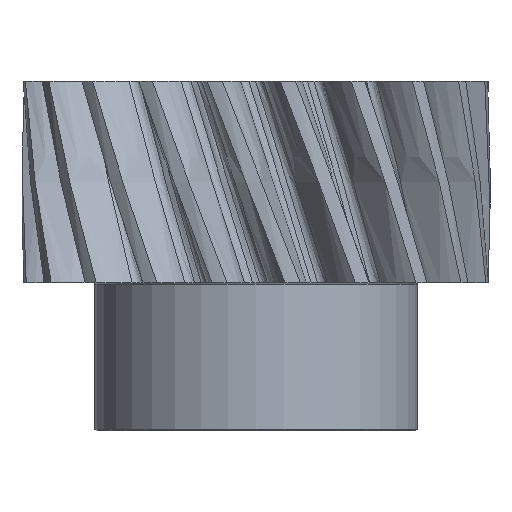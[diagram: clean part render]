
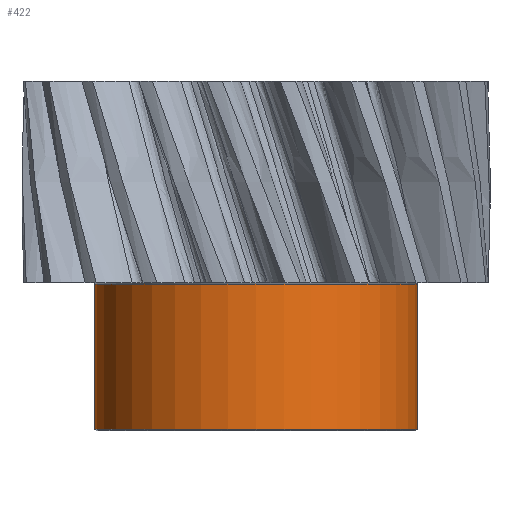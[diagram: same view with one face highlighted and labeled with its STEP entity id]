
A CAD part, front view. The second image highlights one B-rep face of the part: STEP entity #422.
In plain terms, the highlighted cylindrical face has radius 24 mm (diameter 48 mm), a partial arc.
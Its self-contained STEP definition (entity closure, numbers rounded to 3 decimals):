
#422=ADVANCED_FACE('NONE',(#846),#847,.T.);
#846=FACE_OUTER_BOUND('',#10028,.T.);
#847=CYLINDRICAL_SURFACE('',#10029,24.0);
#10028=EDGE_LOOP('',(#11032,#11033,#11034,#11035));
#10029=AXIS2_PLACEMENT_3D('',#11036,#11037,#11038);
#11032=ORIENTED_EDGE('',*,*,#11117,.F.);
#11033=ORIENTED_EDGE('',*,*,#11608,.T.);
#11034=ORIENTED_EDGE('',*,*,#11119,.T.);
#11035=ORIENTED_EDGE('',*,*,#11096,.T.);
#11036=CARTESIAN_POINT('',(0.0,0.0,-22.0));
#11037=DIRECTION('',(0.0,0.0,-1.0));
#11038=DIRECTION('',(1.0,0.0,0.0));
#11096=EDGE_CURVE('NONE',#11635,#11633,#11636,.T.);
#11117=EDGE_CURVE('NONE',#11660,#11633,#11669,.T.);
#11119=EDGE_CURVE('NONE',#11662,#11635,#11671,.T.);
#11608=EDGE_CURVE('NONE',#11660,#11662,#12400,.T.);
#11633=VERTEX_POINT('NONE',#12456);
#11635=VERTEX_POINT('NONE',#12458);
#11636=CIRCLE('',#12459,24.0);
#11660=VERTEX_POINT('NONE',#12487);
#11662=VERTEX_POINT('NONE',#12490);
#11669=LINE('',#12500,#12501);
#11671=LINE('',#12503,#12504);
#12400=CIRCLE('',#15532,24.0);
#12456=CARTESIAN_POINT('',(-24.0,0.,-0.2));
#12458=CARTESIAN_POINT('',(24.0,0.0,-0.2));
#12459=AXIS2_PLACEMENT_3D('',#15554,#15555,#15556);
#12487=CARTESIAN_POINT('',(-24.0,0.,-21.8));
#12490=CARTESIAN_POINT('',(24.0,0.0,-21.8));
#12500=CARTESIAN_POINT('',(-24.0,0.,-22.0));
#12501=VECTOR('',#15586,1000.0);
#12503=CARTESIAN_POINT('',(24.0,0.0,-22.0));
#12504=VECTOR('',#15590,1000.0);
#15532=AXIS2_PLACEMENT_3D('',#15895,#15896,#15897);
#15554=CARTESIAN_POINT('',(0.0,0.0,-0.2));
#15555=DIRECTION('',(0.0,0.0,-1.0));
#15556=DIRECTION('',(1.0,0.0,0.0));
#15586=DIRECTION('',(0.0,0.0,1.0));
#15590=DIRECTION('',(0.0,0.0,1.0));
#15895=CARTESIAN_POINT('',(0.0,0.0,-21.8));
#15896=DIRECTION('',(0.0,-0.0,1.0));
#15897=DIRECTION('',(1.0,0.0,0.0));
